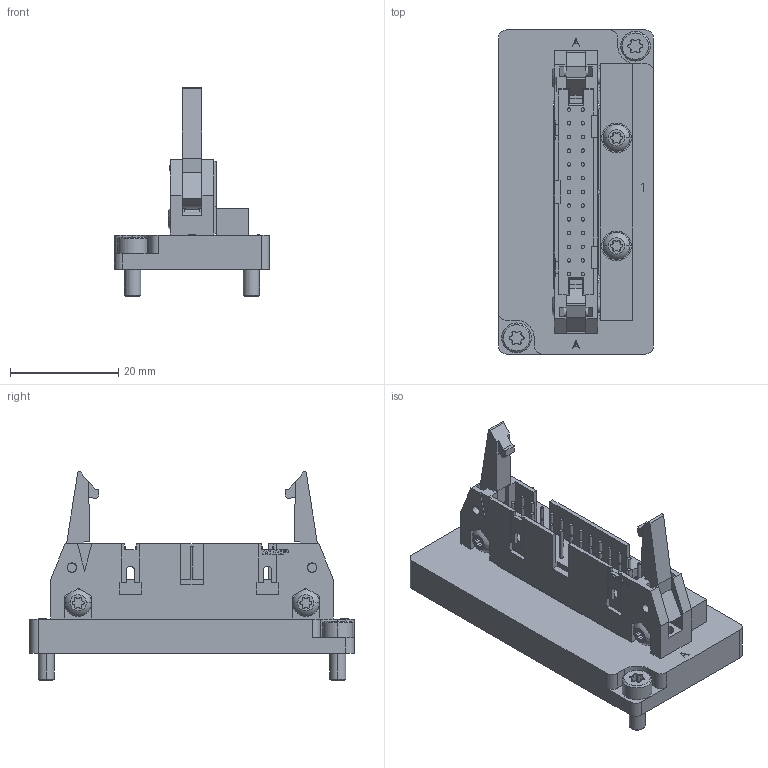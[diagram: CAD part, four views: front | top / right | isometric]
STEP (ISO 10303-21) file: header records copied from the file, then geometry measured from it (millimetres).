
FILE_DESCRIPTION (( 'STEP AP214' ), '1' );
FILE_NAME ('INGUN_56698.STEP', '2022-12-20T14:41:05', ( '' ), ( '' ), 'SwSTEP 2.0', 'SolidWorks 2021', '' );
FILE_SCHEMA (( 'AUTOMOTIVE_DESIGN' ));
Length unit declared in the file: millimetre
Products named in the file (9): 56700~0_S; ISO7380~n_M02,5x008; DIN912~n_M03,0x008; INFO_4637~0_S; 56699~1; ISO7380~n_M02,5x010; 56699~1_S; INGUN_56698; 56701~0
Assembly tree (11 placements, depth 3):
  INGUN_56698
    56699~1_S
      56699~1
      INFO_4637~0_S
    56700~0_S
    56701~0
    DIN912~n_M03,0x008  x2
    ISO7380~n_M02,5x010  x2
    ISO7380~n_M02,5x008  x2
Bounding box: 28.7 x 60 x 38.73 mm (x, y, z)
Volume: 14370.3 mm3; surface area: 11365.1 mm2
Topology: 15 solids, 15 shells, 687 faces, 1721 edges, 1133 vertices
Faces by surface type: plane 359, cylinder 302, cone 16, torus 8, bspline 2
Entity records: 23295 total; most frequent: DIRECTION 3229, CARTESIAN_POINT 3167, ORIENTED_EDGE 3016, EDGE_CURVE 1508, AXIS2_PLACEMENT_3D 1115, LINE 999, VECTOR 999, VERTEX_POINT 995
